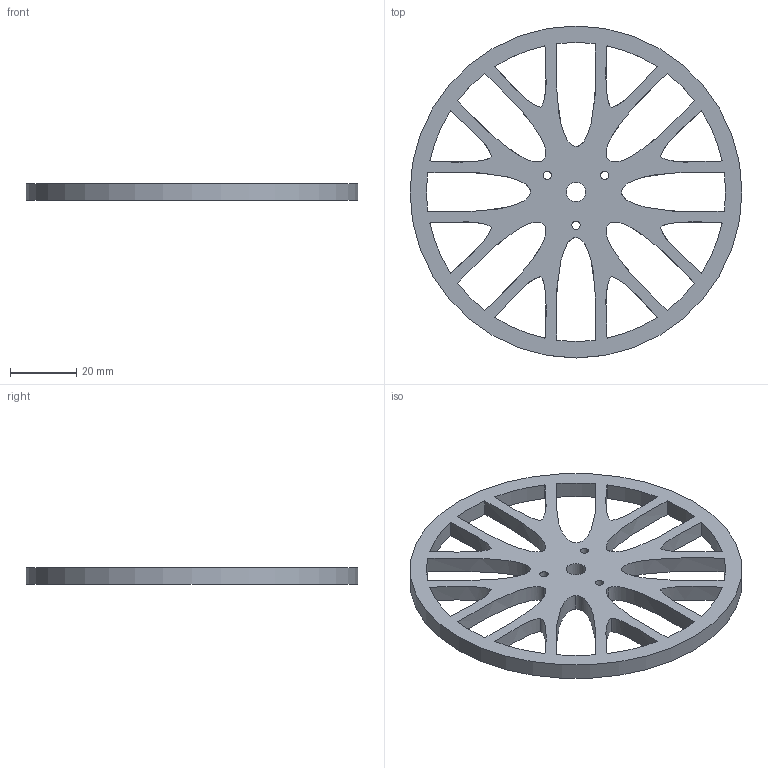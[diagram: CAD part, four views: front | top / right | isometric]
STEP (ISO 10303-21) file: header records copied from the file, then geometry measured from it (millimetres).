
FILE_DESCRIPTION(/* description */ (''),/* implementation_level */ '2;1');
FILE_NAME(/* name */ 'MCR2_1000_005_0_100mm.stp',/* time_stamp */ '2021-09-10T10:43:12+01:00',/* author */ ('Mario Martinez'),/* organization */ ('Manchester Robotics'),/* preprocessor_version */ 'ST-DEVELOPER v17.2',/* originating_system */ 'Autodesk Inventor 2019',/* authorisation */ '');
FILE_SCHEMA (('AUTOMOTIVE_DESIGN { 1 0 10303 214 3 1 1 }'));
Length unit declared in the file: millimetre
Products named in the file (1): MCR2_1000_005_0_100mm
Bounding box: 100 x 100 x 5 mm (x, y, z)
Volume: 19352.8 mm3; surface area: 14778.1 mm2
Topology: 1 solids, 1 shells, 55 faces, 163 edges, 110 vertices
Faces by surface type: bspline 32, cylinder 21, plane 2
Full cylindrical faces by diameter (mm): 2.5 x3, 5.9 x1, 100 x1
Entity records: 2120 total; most frequent: CARTESIAN_POINT 697, ORIENTED_EDGE 326, DIRECTION 193, EDGE_CURVE 163, VERTEX_POINT 110, EDGE_LOOP 95, AXIS2_PLACEMENT_3D 70, B_SPLINE_CURVE_WITH_KNOTS 64
